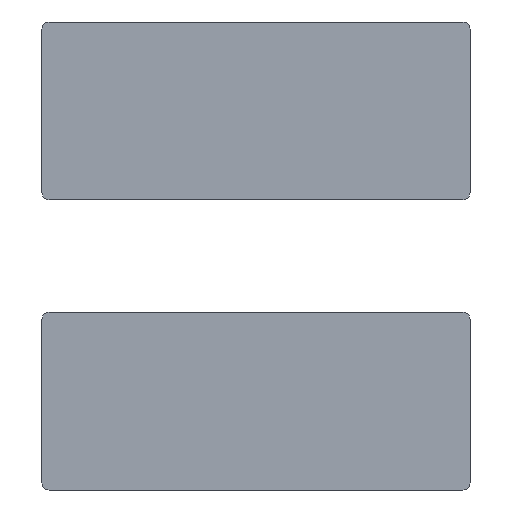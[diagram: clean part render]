
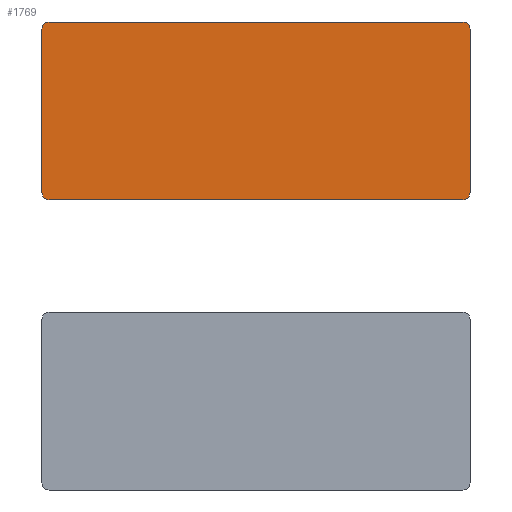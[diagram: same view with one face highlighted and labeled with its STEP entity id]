
A CAD part, front view. The second image highlights one B-rep face of the part: STEP entity #1769.
In plain terms, the highlighted planar face has unit normal (0, -1, 0).
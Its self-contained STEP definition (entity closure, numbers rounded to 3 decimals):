
#33=PLANE('',#1889);
#112=FACE_OUTER_BOUND('',#209,.T.);
#209=EDGE_LOOP('',(#1251,#1252,#1253,#1254,#1255,#1256,#1257,#1258));
#326=LINE('',#2568,#542);
#327=LINE('',#2572,#543);
#328=LINE('',#2576,#544);
#329=LINE('',#2579,#545);
#542=VECTOR('',#2068,10.);
#543=VECTOR('',#2071,10.);
#544=VECTOR('',#2074,10.);
#545=VECTOR('',#2077,10.);
#750=CIRCLE('',#1890,2.);
#751=CIRCLE('',#1891,2.);
#752=CIRCLE('',#1892,2.);
#753=CIRCLE('',#1893,2.);
#802=VERTEX_POINT('',#2564);
#803=VERTEX_POINT('',#2565);
#804=VERTEX_POINT('',#2567);
#805=VERTEX_POINT('',#2569);
#806=VERTEX_POINT('',#2571);
#807=VERTEX_POINT('',#2573);
#808=VERTEX_POINT('',#2575);
#809=VERTEX_POINT('',#2577);
#983=EDGE_CURVE('',#802,#803,#750,.T.);
#984=EDGE_CURVE('',#804,#802,#326,.T.);
#985=EDGE_CURVE('',#805,#804,#751,.T.);
#986=EDGE_CURVE('',#806,#805,#327,.T.);
#987=EDGE_CURVE('',#807,#806,#752,.T.);
#988=EDGE_CURVE('',#808,#807,#328,.T.);
#989=EDGE_CURVE('',#809,#808,#753,.T.);
#990=EDGE_CURVE('',#803,#809,#329,.T.);
#1251=ORIENTED_EDGE('',*,*,#983,.F.);
#1252=ORIENTED_EDGE('',*,*,#984,.F.);
#1253=ORIENTED_EDGE('',*,*,#985,.F.);
#1254=ORIENTED_EDGE('',*,*,#986,.F.);
#1255=ORIENTED_EDGE('',*,*,#987,.F.);
#1256=ORIENTED_EDGE('',*,*,#988,.F.);
#1257=ORIENTED_EDGE('',*,*,#989,.F.);
#1258=ORIENTED_EDGE('',*,*,#990,.F.);
#1769=ADVANCED_FACE('',(#112),#33,.F.);
#1889=AXIS2_PLACEMENT_3D('',#2563,#2064,#2065);
#1890=AXIS2_PLACEMENT_3D('',#2566,#2066,#2067);
#1891=AXIS2_PLACEMENT_3D('',#2570,#2069,#2070);
#1892=AXIS2_PLACEMENT_3D('',#2574,#2072,#2073);
#1893=AXIS2_PLACEMENT_3D('',#2578,#2075,#2076);
#2064=DIRECTION('center_axis',(0.,1.,0.));
#2065=DIRECTION('ref_axis',(0.,0.,1.));
#2066=DIRECTION('center_axis',(0.,1.,0.));
#2067=DIRECTION('ref_axis',(-0.707,0.,0.707));
#2068=DIRECTION('',(0.,0.,1.));
#2069=DIRECTION('center_axis',(0.,1.,0.));
#2070=DIRECTION('ref_axis',(-0.707,0.,-0.707));
#2071=DIRECTION('',(-1.,0.,0.));
#2072=DIRECTION('center_axis',(0.,1.,0.));
#2073=DIRECTION('ref_axis',(0.707,0.,-0.707));
#2074=DIRECTION('',(0.,0.,-1.));
#2075=DIRECTION('center_axis',(0.,1.,0.));
#2076=DIRECTION('ref_axis',(0.707,0.,0.707));
#2077=DIRECTION('',(1.,0.,0.));
#2563=CARTESIAN_POINT('Origin',(55.,1.,100.5));
#2564=CARTESIAN_POINT('',(-4.,1.,123.));
#2565=CARTESIAN_POINT('',(-2.,1.,125.));
#2566=CARTESIAN_POINT('Origin',(-2.,1.,123.));
#2567=CARTESIAN_POINT('',(-4.,1.,78.));
#2568=CARTESIAN_POINT('',(-4.,1.,88.25));
#2569=CARTESIAN_POINT('',(-2.,1.,76.));
#2570=CARTESIAN_POINT('Origin',(-2.,1.,78.));
#2571=CARTESIAN_POINT('',(112.,1.,76.));
#2572=CARTESIAN_POINT('',(84.5,1.,76.));
#2573=CARTESIAN_POINT('',(114.,1.,78.));
#2574=CARTESIAN_POINT('Origin',(112.,1.,78.));
#2575=CARTESIAN_POINT('',(114.,1.,123.));
#2576=CARTESIAN_POINT('',(114.,1.,112.75));
#2577=CARTESIAN_POINT('',(112.,1.,125.));
#2578=CARTESIAN_POINT('Origin',(112.,1.,123.));
#2579=CARTESIAN_POINT('',(25.5,1.,125.));
